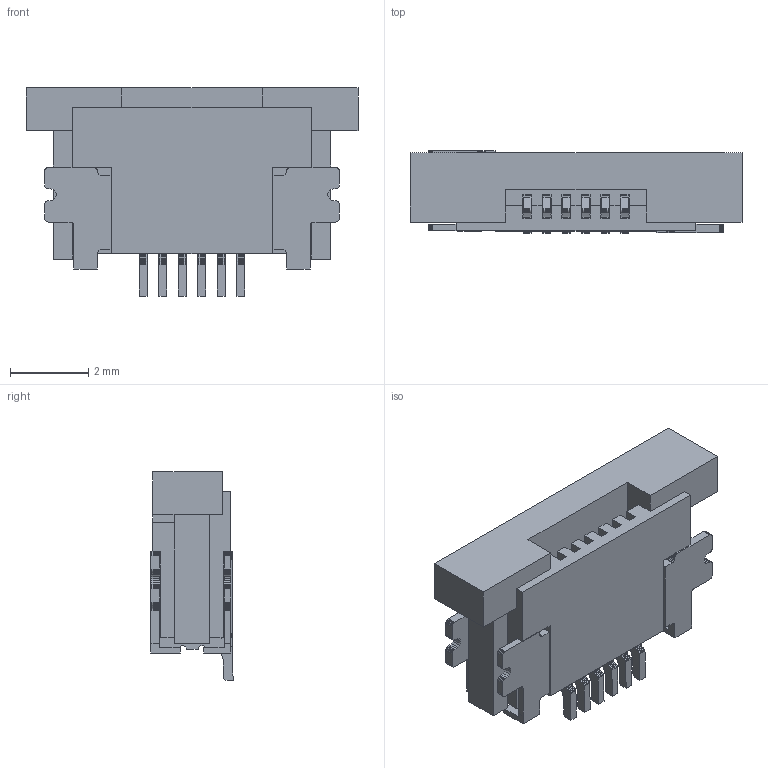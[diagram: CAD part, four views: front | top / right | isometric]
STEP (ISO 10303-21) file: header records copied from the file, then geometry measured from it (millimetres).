
FILE_DESCRIPTION(('STEP AP214'),'1');
FILE_NAME('ffc_fpc_affc20-06-050-shb-t.stp','2020-03-13T20:56:03',('TraceParts'),('TraceParts S.A.'),'Spatial InterOp 3D',' ',' ');
FILE_SCHEMA(('AUTOMOTIVE_DESIGN { 1 0 10303 214 1 1 1 1 }'));
Length unit declared in the file: millimetre
Products named in the file (1): ffc_fpc_affc20-06-050-shb-t_1
Bounding box: 8.5 x 2.1 x 5.34 mm (x, y, z)
Volume: 57.1 mm3; surface area: 222.5 mm2
Topology: 3 solids, 3 shells, 975 faces, 2872 edges, 1912 vertices
Faces by surface type: plane 975
Entity records: 39594 total; most frequent: CARTESIAN_POINT 5762, ORIENTED_EDGE 5744, DIRECTION 4828, EDGE_CURVE 2872, LINE 2872, VECTOR 2872, VERTEX_POINT 1912, EDGE_LOOP 988
